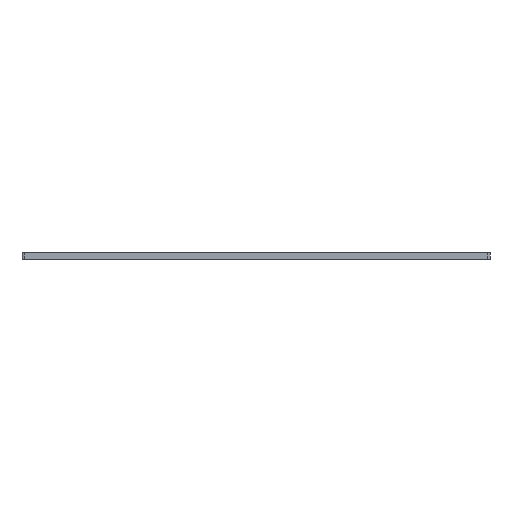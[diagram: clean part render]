
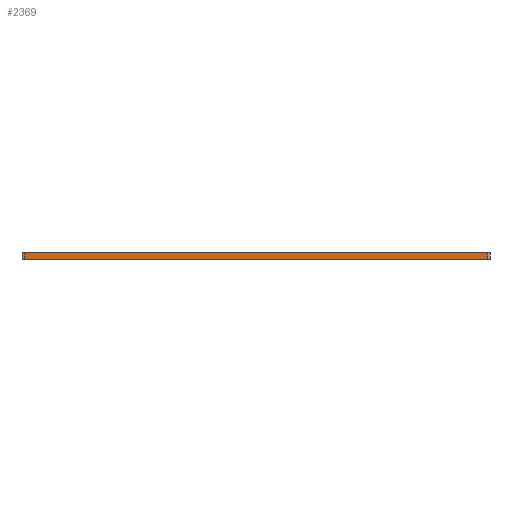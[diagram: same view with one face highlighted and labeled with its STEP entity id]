
A CAD part, front view. The second image highlights one B-rep face of the part: STEP entity #2369.
In plain terms, the highlighted planar face has unit normal (0, -1, 0).
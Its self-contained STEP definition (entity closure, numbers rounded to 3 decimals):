
#2311=CARTESIAN_POINT('',(104.,-70.,0.0));
#2312=VERTEX_POINT('',#2311);
#2321=CARTESIAN_POINT('',(104.,-70.,3.0));
#2322=VERTEX_POINT('',#2321);
#2330=CARTESIAN_POINT('',(104.,-70.,0.0));
#2331=DIRECTION('',(0.0,0.0,1.0));
#2332=VECTOR('',#2331,3.0);
#2333=LINE('',#2330,#2332);
#2334=EDGE_CURVE('',#2312,#2322,#2333,.T.);
#2339=CARTESIAN_POINT('',(-104.,-70.,0.0));
#2340=DIRECTION('',(0.0,-1.0,0.0));
#2341=DIRECTION('',(1.0,0.0,0.0));
#2342=AXIS2_PLACEMENT_3D('',#2339,#2340,#2341);
#2343=PLANE('',#2342);
#2344=CARTESIAN_POINT('',(-104.,-70.,0.0));
#2345=VERTEX_POINT('',#2344);
#2346=CARTESIAN_POINT('',(104.,-70.,0.0));
#2347=DIRECTION('',(-1.0,0.0,0.0));
#2348=VECTOR('',#2347,208.);
#2349=LINE('',#2346,#2348);
#2350=EDGE_CURVE('',#2312,#2345,#2349,.T.);
#2351=ORIENTED_EDGE('',*,*,#2350,.F.);
#2352=ORIENTED_EDGE('',*,*,#2334,.T.);
#2353=CARTESIAN_POINT('',(-104.,-70.,3.0));
#2354=VERTEX_POINT('',#2353);
#2355=CARTESIAN_POINT('',(-104.,-70.,3.0));
#2356=DIRECTION('',(1.0,0.0,0.0));
#2357=VECTOR('',#2356,208.);
#2358=LINE('',#2355,#2357);
#2359=EDGE_CURVE('',#2354,#2322,#2358,.T.);
#2360=ORIENTED_EDGE('',*,*,#2359,.F.);
#2361=CARTESIAN_POINT('',(-104.,-70.,0.0));
#2362=DIRECTION('',(0.0,0.0,1.0));
#2363=VECTOR('',#2362,3.0);
#2364=LINE('',#2361,#2363);
#2365=EDGE_CURVE('',#2345,#2354,#2364,.T.);
#2366=ORIENTED_EDGE('',*,*,#2365,.F.);
#2367=EDGE_LOOP('',(#2351,#2352,#2360,#2366));
#2368=FACE_OUTER_BOUND('',#2367,.T.);
#2369=ADVANCED_FACE('',(#2368),#2343,.T.);
